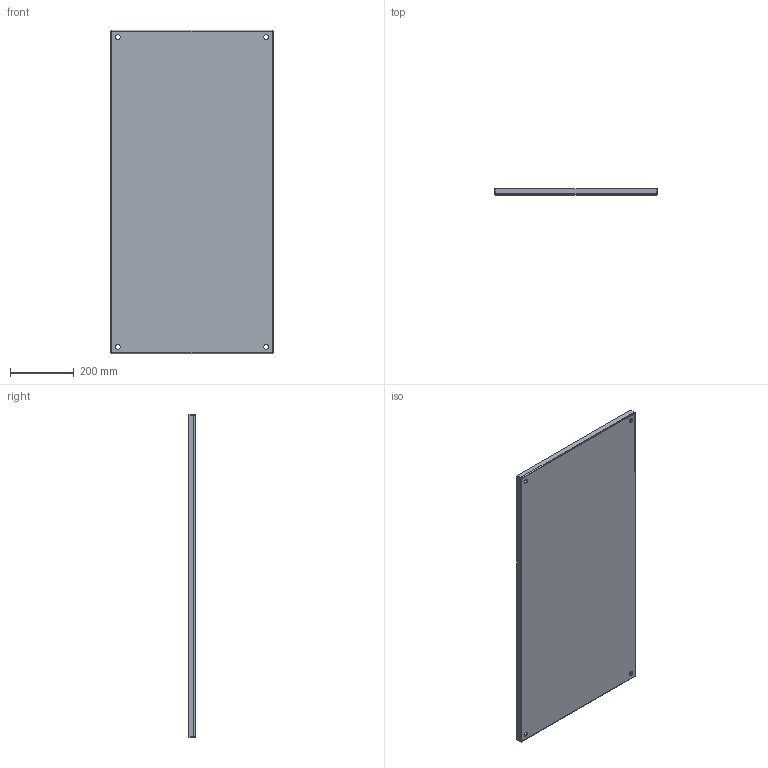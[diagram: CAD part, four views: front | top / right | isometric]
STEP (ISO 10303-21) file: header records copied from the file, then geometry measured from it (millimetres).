
FILE_DESCRIPTION (( 'STEP AP203' ), '1' );
FILE_NAME ('90YWHW_Default.step', '2019-09-13T18:17:41', ( '' ), ( '' ), 'SwSTEP 2.0', 'SolidWorks 2018', '' );
FILE_SCHEMA (( 'CONFIG_CONTROL_DESIGN' ));
Length unit declared in the file: inch
Products named in the file (1): 90YWHW_Default
Bounding box: 508 x 19.05 x 1012.83 mm (x, y, z)
Volume: 1353222.6 mm3; surface area: 1129683.9 mm2
Topology: 1 solids, 1 shells, 38 faces, 92 edges, 56 vertices
Faces by surface type: plane 22, cylinder 16
Entity records: 1195 total; most frequent: DIRECTION 202, CARTESIAN_POINT 187, ORIENTED_EDGE 184, EDGE_CURVE 92, AXIS2_PLACEMENT_3D 71, VECTOR 60, LINE 60, VERTEX_POINT 56
